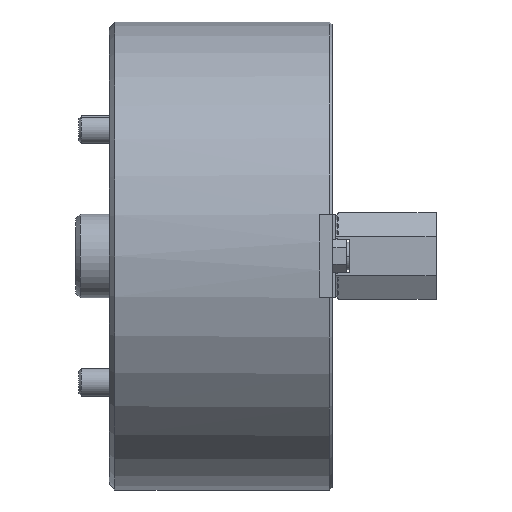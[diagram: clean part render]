
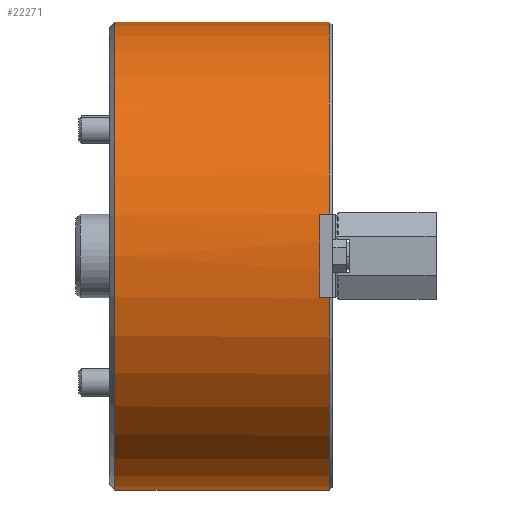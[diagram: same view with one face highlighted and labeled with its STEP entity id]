
A CAD part, front view. The second image highlights one B-rep face of the part: STEP entity #22271.
In plain terms, the highlighted cylindrical face has radius 84 mm (diameter 168 mm), a partial arc.
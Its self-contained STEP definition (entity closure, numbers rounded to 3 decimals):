
#119 = EDGE_CURVE ( 'NONE', #3348, #9109, #25652, .T. ) ;
#405 = DIRECTION ( 'NONE',  ( -1., 0., 0. ) ) ;
#823 = LINE ( 'NONE', #33110, #35456 ) ;
#3039 = DIRECTION ( 'NONE',  ( -1., 0., 0. ) ) ;
#3348 = VERTEX_POINT ( 'NONE', #6201 ) ;
#3865 = VECTOR ( 'NONE', #29950, 1000. ) ;
#4897 = ORIENTED_EDGE ( 'NONE', *, *, #25773, .T. ) ;
#5359 = DIRECTION ( 'NONE',  ( 1., 0., 0. ) ) ;
#5398 = DIRECTION ( 'NONE',  ( -1., 0., 0. ) ) ;
#5936 = ORIENTED_EDGE ( 'NONE', *, *, #27942, .T. ) ;
#6170 = EDGE_CURVE ( 'NONE', #8597, #28264, #13491, .T. ) ;
#6201 = CARTESIAN_POINT ( 'NONE',  ( 79., 0., 84. ) ) ;
#7442 = AXIS2_PLACEMENT_3D ( 'NONE', #19437, #3039, #22155 ) ;
#7590 = AXIS2_PLACEMENT_3D ( 'NONE', #14181, #33332, #16934 ) ;
#8135 = DIRECTION ( 'NONE',  ( -1., 0., 0. ) ) ;
#8597 = VERTEX_POINT ( 'NONE', #21975 ) ;
#9109 = VERTEX_POINT ( 'NONE', #24790 ) ;
#9551 = CARTESIAN_POINT ( 'NONE',  ( 2., 0., -84. ) ) ;
#9607 = VERTEX_POINT ( 'NONE', #9551 ) ;
#9926 = CARTESIAN_POINT ( 'NONE',  ( 75.5, -82.65, -15. ) ) ;
#10469 = LINE ( 'NONE', #27528, #24184 ) ;
#12464 = VERTEX_POINT ( 'NONE', #17359 ) ;
#13019 = EDGE_CURVE ( 'NONE', #32774, #12464, #15100, .T. ) ;
#13420 = CARTESIAN_POINT ( 'NONE',  ( 75.5, -82.65, 15. ) ) ;
#13491 = CIRCLE ( 'NONE', #29977, 84. ) ;
#13964 = DIRECTION ( 'NONE',  ( -1., 0., 0. ) ) ;
#14181 = CARTESIAN_POINT ( 'NONE',  ( 79., 0., 0. ) ) ;
#14413 = ORIENTED_EDGE ( 'NONE', *, *, #14653, .F. ) ;
#14653 = EDGE_CURVE ( 'NONE', #8597, #9607, #823, .T. ) ;
#15100 = LINE ( 'NONE', #17317, #30509 ) ;
#16664 = CYLINDRICAL_SURFACE ( 'NONE', #7442, 84. ) ;
#16934 = DIRECTION ( 'NONE',  ( 0., 0., 1. ) ) ;
#17317 = CARTESIAN_POINT ( 'NONE',  ( 0., -82.65, 15. ) ) ;
#17359 = CARTESIAN_POINT ( 'NONE',  ( 79., -82.65, 15. ) ) ;
#17523 = EDGE_CURVE ( 'NONE', #12464, #3348, #24533, .T. ) ;
#17526 = FACE_OUTER_BOUND ( 'NONE', #31156, .T. ) ;
#19437 = CARTESIAN_POINT ( 'NONE',  ( 0., 0., 0. ) ) ;
#20551 = CARTESIAN_POINT ( 'NONE',  ( 79., -82.65, -15. ) ) ;
#21024 = VERTEX_POINT ( 'NONE', #9926 ) ;
#21767 = CARTESIAN_POINT ( 'NONE',  ( 2., 0., 0. ) ) ;
#21815 = CARTESIAN_POINT ( 'NONE',  ( 75.5, 0., 0. ) ) ;
#21975 = CARTESIAN_POINT ( 'NONE',  ( 79., 0., -84. ) ) ;
#22155 = DIRECTION ( 'NONE',  ( 0., 0., 1. ) ) ;
#22174 = EDGE_CURVE ( 'NONE', #21024, #32774, #33793, .T. ) ;
#22257 = ORIENTED_EDGE ( 'NONE', *, *, #13019, .T. ) ;
#22271 = ADVANCED_FACE ( 'NONE', ( #17526 ), #16664, .T. ) ;
#22817 = AXIS2_PLACEMENT_3D ( 'NONE', #21815, #5398, #24559 ) ;
#23567 = ORIENTED_EDGE ( 'NONE', *, *, #17523, .T. ) ;
#24184 = VECTOR ( 'NONE', #13964, 1000. ) ;
#24254 = ORIENTED_EDGE ( 'NONE', *, *, #119, .T. ) ;
#24513 = DIRECTION ( 'NONE',  ( 0., 0., -1. ) ) ;
#24528 = CARTESIAN_POINT ( 'NONE',  ( 79., 0., 0. ) ) ;
#24533 = CIRCLE ( 'NONE', #7590, 84. ) ;
#24559 = DIRECTION ( 'NONE',  ( 0., 0., 1. ) ) ;
#24790 = CARTESIAN_POINT ( 'NONE',  ( 2., 0., 84. ) ) ;
#25652 = LINE ( 'NONE', #27086, #3865 ) ;
#25773 = EDGE_CURVE ( 'NONE', #28264, #21024, #10469, .T. ) ;
#27042 = AXIS2_PLACEMENT_3D ( 'NONE', #21767, #5359, #24513 ) ;
#27086 = CARTESIAN_POINT ( 'NONE',  ( 0., 0., 84. ) ) ;
#27254 = DIRECTION ( 'NONE',  ( 0., 0., 1. ) ) ;
#27528 = CARTESIAN_POINT ( 'NONE',  ( 0., -82.65, -15. ) ) ;
#27827 = ORIENTED_EDGE ( 'NONE', *, *, #22174, .T. ) ;
#27942 = EDGE_CURVE ( 'NONE', #9109, #9607, #33220, .T. ) ;
#28264 = VERTEX_POINT ( 'NONE', #20551 ) ;
#28341 = DIRECTION ( 'NONE',  ( 1., 0., 0. ) ) ;
#29950 = DIRECTION ( 'NONE',  ( -1., 0., 0. ) ) ;
#29977 = AXIS2_PLACEMENT_3D ( 'NONE', #24528, #8135, #27254 ) ;
#30509 = VECTOR ( 'NONE', #28341, 1000. ) ;
#31156 = EDGE_LOOP ( 'NONE', ( #14413, #32547, #4897, #27827, #22257, #23567, #24254, #5936 ) ) ;
#32547 = ORIENTED_EDGE ( 'NONE', *, *, #6170, .T. ) ;
#32774 = VERTEX_POINT ( 'NONE', #13420 ) ;
#33110 = CARTESIAN_POINT ( 'NONE',  ( 0., 0., -84. ) ) ;
#33220 = CIRCLE ( 'NONE', #27042, 84. ) ;
#33332 = DIRECTION ( 'NONE',  ( -1., 0., 0. ) ) ;
#33793 = CIRCLE ( 'NONE', #22817, 84. ) ;
#35456 = VECTOR ( 'NONE', #405, 1000. ) ;
